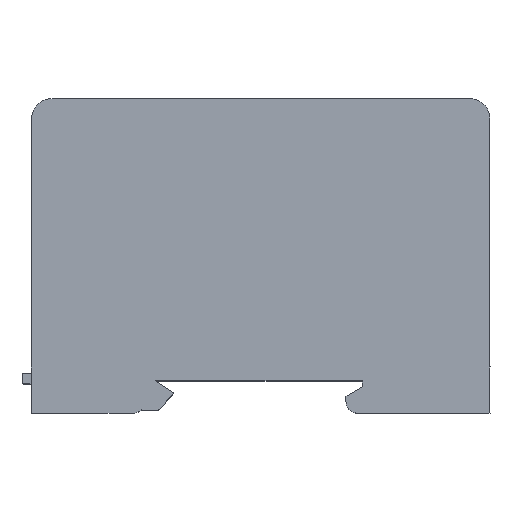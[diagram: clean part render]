
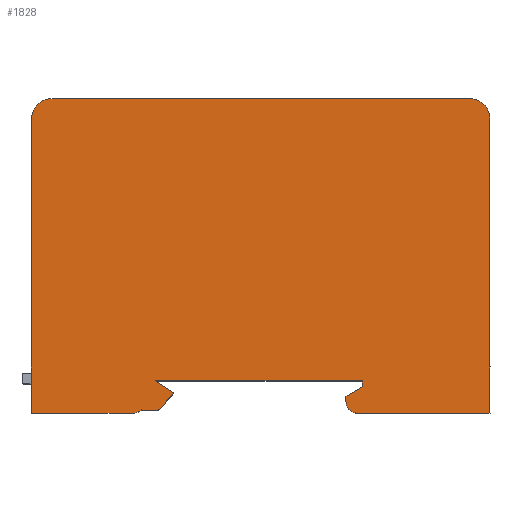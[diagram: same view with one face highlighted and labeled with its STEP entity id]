
A CAD part, top view. The second image highlights one B-rep face of the part: STEP entity #1828.
In plain terms, the highlighted planar face has unit normal (0, 0, 1).
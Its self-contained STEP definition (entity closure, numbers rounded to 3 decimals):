
#82=DIRECTION('',(0.,-1.,0.));
#83=VECTOR('',#82,50.);
#84=CARTESIAN_POINT('',(-39.,23.25,10.5));
#85=LINE('',#84,#83);
#122=CARTESIAN_POINT('',(-35.5,23.25,10.5));
#123=DIRECTION('',(0.,0.,1.));
#124=DIRECTION('',(0.,1.,0.));
#125=AXIS2_PLACEMENT_3D('',#122,#123,#124);
#127=DIRECTION('',(-1.,0.,0.));
#128=VECTOR('',#127,70.999);
#129=CARTESIAN_POINT('',(35.5,26.75,10.5));
#130=LINE('',#129,#128);
#131=CARTESIAN_POINT('',(35.5,23.25,10.5));
#132=DIRECTION('',(0.,0.,1.));
#133=DIRECTION('',(1.,0.,0.));
#134=AXIS2_PLACEMENT_3D('',#131,#132,#133);
#136=DIRECTION('',(1.,0.,0.));
#137=VECTOR('',#136,22.5);
#138=CARTESIAN_POINT('',(16.5,-26.75,10.5));
#139=LINE('',#138,#137);
#140=CARTESIAN_POINT('',(16.5,-24.75,10.5));
#141=DIRECTION('',(0.,0.,1.));
#142=DIRECTION('',(-1.,0.,0.));
#143=AXIS2_PLACEMENT_3D('',#140,#141,#142);
#145=DIRECTION('',(0.,-1.,0.));
#146=VECTOR('',#145,0.883);
#147=CARTESIAN_POINT('',(14.5,-23.866,10.5));
#148=LINE('',#147,#146);
#149=DIRECTION('',(-0.866,-0.5,0.));
#150=VECTOR('',#149,3.233);
#151=CARTESIAN_POINT('',(17.3,-22.25,10.5));
#152=LINE('',#151,#150);
#153=DIRECTION('',(0.,-1.,0.));
#154=VECTOR('',#153,1.);
#155=CARTESIAN_POINT('',(17.3,-21.25,10.5));
#156=LINE('',#155,#154);
#157=DIRECTION('',(1.,0.,0.));
#158=VECTOR('',#157,35.2);
#159=CARTESIAN_POINT('',(-17.9,-21.25,10.5));
#160=LINE('',#159,#158);
#161=DIRECTION('',(-0.84,0.543,0.));
#162=VECTOR('',#161,3.737);
#163=CARTESIAN_POINT('',(-14.762,-23.278,10.5));
#164=LINE('',#163,#162);
#165=DIRECTION('',(0.655,0.756,0.));
#166=VECTOR('',#165,3.711);
#167=CARTESIAN_POINT('',(-17.191,-26.084,10.5));
#168=LINE('',#167,#166);
#169=CARTESIAN_POINT('',(-17.57,-25.757,10.5));
#170=DIRECTION('',(0.,0.,1.));
#171=DIRECTION('',(0.001,-1.,0.));
#172=AXIS2_PLACEMENT_3D('',#169,#170,#171);
#174=DIRECTION('',(1.,-0.015,0.));
#175=VECTOR('',#174,2.77);
#176=CARTESIAN_POINT('',(-20.339,-26.215,10.5));
#177=LINE('',#176,#175);
#178=CARTESIAN_POINT('',(-21.7,-24.75,10.5));
#179=DIRECTION('',(0.,0.,1.));
#180=DIRECTION('',(0.,-1.,0.));
#181=AXIS2_PLACEMENT_3D('',#178,#179,#180);
#183=DIRECTION('',(1.,0.,0.));
#184=VECTOR('',#183,17.3);
#185=CARTESIAN_POINT('',(-39.,-26.75,10.5));
#186=LINE('',#185,#184);
#215=DIRECTION('',(0.,1.,0.));
#216=VECTOR('',#215,50.);
#217=CARTESIAN_POINT('',(39.,-26.75,10.5));
#218=LINE('',#217,#216);
#1429=CARTESIAN_POINT('',(17.3,-21.25,10.5));
#1430=CARTESIAN_POINT('',(17.3,-22.25,10.5));
#1431=VERTEX_POINT('',#1429);
#1432=VERTEX_POINT('',#1430);
#1433=CARTESIAN_POINT('',(14.5,-23.866,10.5));
#1434=VERTEX_POINT('',#1433);
#1435=CARTESIAN_POINT('',(14.5,-24.75,10.5));
#1436=VERTEX_POINT('',#1435);
#1437=CARTESIAN_POINT('',(16.5,-26.75,10.5));
#1438=VERTEX_POINT('',#1437);
#1439=CARTESIAN_POINT('',(39.,-26.75,10.5));
#1440=VERTEX_POINT('',#1439);
#1441=CARTESIAN_POINT('',(39.,23.25,10.5));
#1442=CARTESIAN_POINT('',(35.5,26.75,10.5));
#1443=VERTEX_POINT('',#1441);
#1444=VERTEX_POINT('',#1442);
#1445=CARTESIAN_POINT('',(-35.5,26.75,10.5));
#1446=VERTEX_POINT('',#1445);
#1447=CARTESIAN_POINT('',(-39.,23.25,10.5));
#1448=VERTEX_POINT('',#1447);
#1449=CARTESIAN_POINT('',(-39.,-26.75,10.5));
#1450=CARTESIAN_POINT('',(-21.7,-26.75,10.5));
#1451=VERTEX_POINT('',#1449);
#1452=VERTEX_POINT('',#1450);
#1453=CARTESIAN_POINT('',(-20.339,-26.215,10.5));
#1454=VERTEX_POINT('',#1453);
#1455=CARTESIAN_POINT('',(-17.569,-26.257,10.5));
#1456=VERTEX_POINT('',#1455);
#1457=CARTESIAN_POINT('',(-17.191,-26.084,10.5));
#1458=VERTEX_POINT('',#1457);
#1459=CARTESIAN_POINT('',(-14.762,-23.278,10.5));
#1460=VERTEX_POINT('',#1459);
#1461=CARTESIAN_POINT('',(-17.9,-21.25,10.5));
#1462=VERTEX_POINT('',#1461);
#1788=CARTESIAN_POINT('',(0.,0.,10.5));
#1789=DIRECTION('',(0.,0.,1.));
#1790=DIRECTION('',(1.,0.,0.));
#1791=AXIS2_PLACEMENT_3D('',#1788,#1789,#1790);
#1792=PLANE('',#1791);
#1793=ORIENTED_EDGE('',*,*,#1758,.F.);
#1795=ORIENTED_EDGE('',*,*,#1794,.F.);
#1797=ORIENTED_EDGE('',*,*,#1796,.F.);
#1799=ORIENTED_EDGE('',*,*,#1798,.F.);
#1801=ORIENTED_EDGE('',*,*,#1800,.F.);
#1803=ORIENTED_EDGE('',*,*,#1802,.F.);
#1805=ORIENTED_EDGE('',*,*,#1804,.F.);
#1807=ORIENTED_EDGE('',*,*,#1806,.F.);
#1809=ORIENTED_EDGE('',*,*,#1808,.F.);
#1811=ORIENTED_EDGE('',*,*,#1810,.F.);
#1813=ORIENTED_EDGE('',*,*,#1812,.F.);
#1815=ORIENTED_EDGE('',*,*,#1814,.F.);
#1817=ORIENTED_EDGE('',*,*,#1816,.F.);
#1819=ORIENTED_EDGE('',*,*,#1818,.F.);
#1821=ORIENTED_EDGE('',*,*,#1820,.F.);
#1823=ORIENTED_EDGE('',*,*,#1822,.F.);
#1825=ORIENTED_EDGE('',*,*,#1824,.F.);
#1826=EDGE_LOOP('',(#1793,#1795,#1797,#1799,#1801,#1803,#1805,#1807,#1809,#1811,
#1813,#1815,#1817,#1819,#1821,#1823,#1825));
#1827=FACE_OUTER_BOUND('',#1826,.F.);
#126=CIRCLE('',#125,3.5);
#135=CIRCLE('',#134,3.5);
#144=CIRCLE('',#143,2.);
#173=CIRCLE('',#172,0.5);
#182=CIRCLE('',#181,2.);
#1758=EDGE_CURVE('',#1448,#1451,#85,.T.);
#1794=EDGE_CURVE('',#1446,#1448,#126,.T.);
#1796=EDGE_CURVE('',#1444,#1446,#130,.T.);
#1798=EDGE_CURVE('',#1443,#1444,#135,.T.);
#1800=EDGE_CURVE('',#1440,#1443,#218,.T.);
#1802=EDGE_CURVE('',#1438,#1440,#139,.T.);
#1804=EDGE_CURVE('',#1436,#1438,#144,.T.);
#1806=EDGE_CURVE('',#1434,#1436,#148,.T.);
#1808=EDGE_CURVE('',#1432,#1434,#152,.T.);
#1810=EDGE_CURVE('',#1431,#1432,#156,.T.);
#1812=EDGE_CURVE('',#1462,#1431,#160,.T.);
#1814=EDGE_CURVE('',#1460,#1462,#164,.T.);
#1816=EDGE_CURVE('',#1458,#1460,#168,.T.);
#1818=EDGE_CURVE('',#1456,#1458,#173,.T.);
#1820=EDGE_CURVE('',#1454,#1456,#177,.T.);
#1822=EDGE_CURVE('',#1452,#1454,#182,.T.);
#1824=EDGE_CURVE('',#1451,#1452,#186,.T.);
#1828=ADVANCED_FACE('',(#1827),#1792,.T.);
